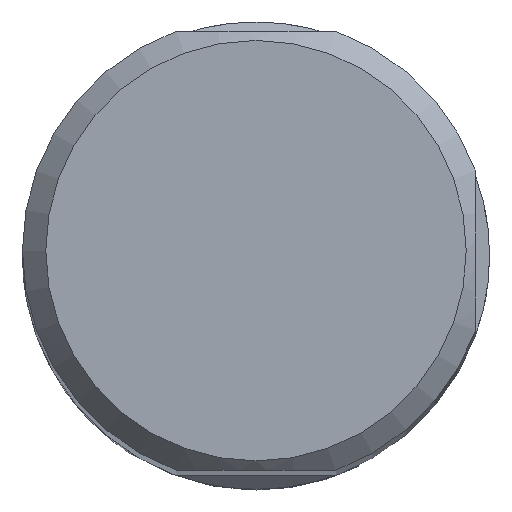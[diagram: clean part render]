
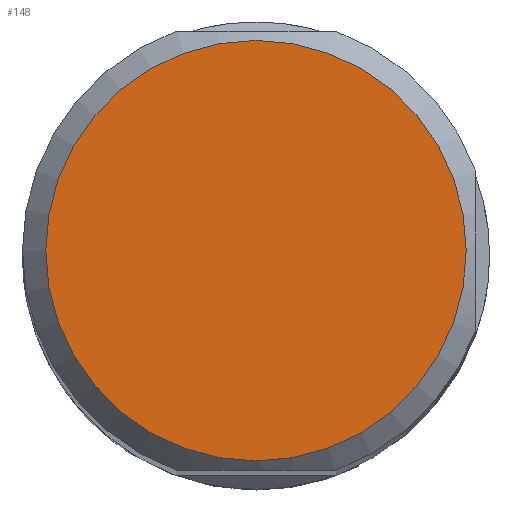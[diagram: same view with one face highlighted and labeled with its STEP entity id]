
A CAD part, top view. The second image highlights one B-rep face of the part: STEP entity #148.
In plain terms, the highlighted planar face has unit normal (0, 0, 1).
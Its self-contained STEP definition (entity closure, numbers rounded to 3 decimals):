
#85=FACE_OUTER_BOUND('',#297,.T.);
#148=ADVANCED_FACE('SHANK_FACE_BACK',(#85),#195,.F.);
#195=PLANE('',#938);
#297=EDGE_LOOP('',(#462));
#462=ORIENTED_EDGE('',*,*,#762,.T.);
#658=VERTEX_POINT('',#1487);
#762=EDGE_CURVE('',#658,#658,#834,.T.);
#834=CIRCLE('',#937,22.5);
#937=AXIS2_PLACEMENT_3D('',#1486,#1109,#1110);
#938=AXIS2_PLACEMENT_3D('',#1488,#1111,#1112);
#1109=DIRECTION('',(0.,0.,1.));
#1110=DIRECTION('',(-1.,0.,0.));
#1111=DIRECTION('',(0.,0.,-1.));
#1112=DIRECTION('',(1.,0.,0.));
#1486=CARTESIAN_POINT('',(0.,0.,0.));
#1487=CARTESIAN_POINT('',(-22.5,0.,0.));
#1488=CARTESIAN_POINT('',(0.,0.,0.));
